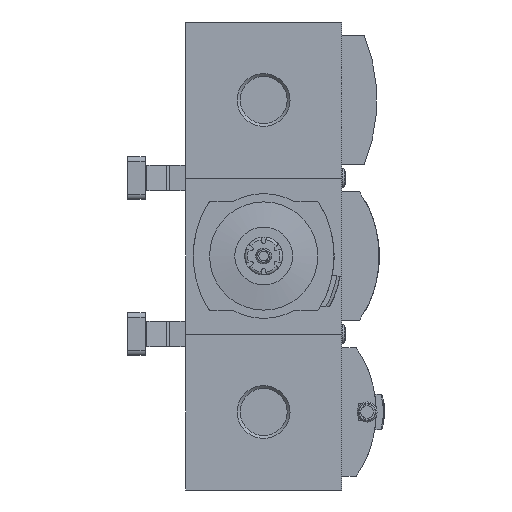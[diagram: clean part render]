
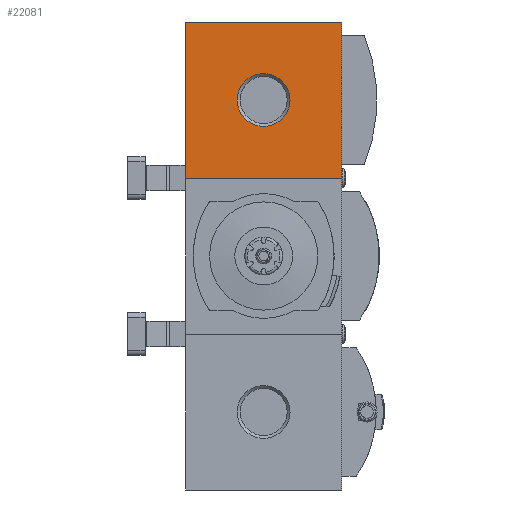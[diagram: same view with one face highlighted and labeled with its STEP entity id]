
A CAD part, front view. The second image highlights one B-rep face of the part: STEP entity #22081.
In plain terms, the highlighted planar face has unit normal (0, -1, 0).
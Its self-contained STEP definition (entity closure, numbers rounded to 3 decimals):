
#274=PLANE('',#23181);
#1156=LINE('',#30536,#3032);
#1164=LINE('',#30551,#3040);
#1180=LINE('',#30581,#3056);
#1220=LINE('',#30672,#3096);
#3032=VECTOR('',#25127,1000.);
#3040=VECTOR('',#25137,1000.);
#3056=VECTOR('',#25155,1000.);
#3096=VECTOR('',#25233,1000.);
#4712=CIRCLE('',#23182,10.478);
#5813=ORIENTED_EDGE('',*,*,#10757,.F.);
#5814=ORIENTED_EDGE('',*,*,#10673,.F.);
#5815=ORIENTED_EDGE('',*,*,#10665,.F.);
#5816=ORIENTED_EDGE('',*,*,#10689,.F.);
#5817=ORIENTED_EDGE('',*,*,#10738,.F.);
#10665=EDGE_CURVE('',#13163,#13164,#1156,.T.);
#10673=EDGE_CURVE('',#13164,#13170,#1164,.T.);
#10689=EDGE_CURVE('',#13182,#13163,#1180,.T.);
#10738=EDGE_CURVE('',#13170,#13182,#1220,.T.);
#10757=EDGE_CURVE('',#13224,#13224,#4712,.T.);
#13163=VERTEX_POINT('',#30535);
#13164=VERTEX_POINT('',#30537);
#13170=VERTEX_POINT('',#30552);
#13182=VERTEX_POINT('',#30580);
#13224=VERTEX_POINT('',#30711);
#14814=EDGE_LOOP('',(#5813));
#14815=EDGE_LOOP('',(#5814,#5815,#5816,#5817));
#15971=FACE_BOUND('',#14814,.T.);
#15972=FACE_BOUND('',#14815,.T.);
#22081=ADVANCED_FACE('',(#15971,#15972),#274,.F.);
#23181=AXIS2_PLACEMENT_3D('',#30709,#25275,#25276);
#23182=AXIS2_PLACEMENT_3D('',#30710,#25277,#25278);
#25127=DIRECTION('',(-1.,0.,0.));
#25137=DIRECTION('',(0.,0.,1.));
#25155=DIRECTION('',(0.,0.,-1.));
#25233=DIRECTION('',(1.,0.,0.));
#25275=DIRECTION('',(0.,1.,0.));
#25276=DIRECTION('',(0.,0.,1.));
#25277=DIRECTION('',(0.,-1.,0.));
#25278=DIRECTION('',(0.,0.,-1.));
#30535=CARTESIAN_POINT('',(31.,-45.,-31.));
#30536=CARTESIAN_POINT('',(31.,-45.,-31.));
#30537=CARTESIAN_POINT('',(-31.,-45.,-31.));
#30551=CARTESIAN_POINT('',(-31.,-45.,-31.));
#30552=CARTESIAN_POINT('',(-31.,-45.,31.));
#30580=CARTESIAN_POINT('',(31.,-45.,31.));
#30581=CARTESIAN_POINT('',(31.,-45.,31.));
#30672=CARTESIAN_POINT('',(-31.,-45.,31.));
#30709=CARTESIAN_POINT('',(0.,-45.,0.));
#30710=CARTESIAN_POINT('',(0.,-45.,0.));
#30711=CARTESIAN_POINT('',(0.,-45.,-10.478));
